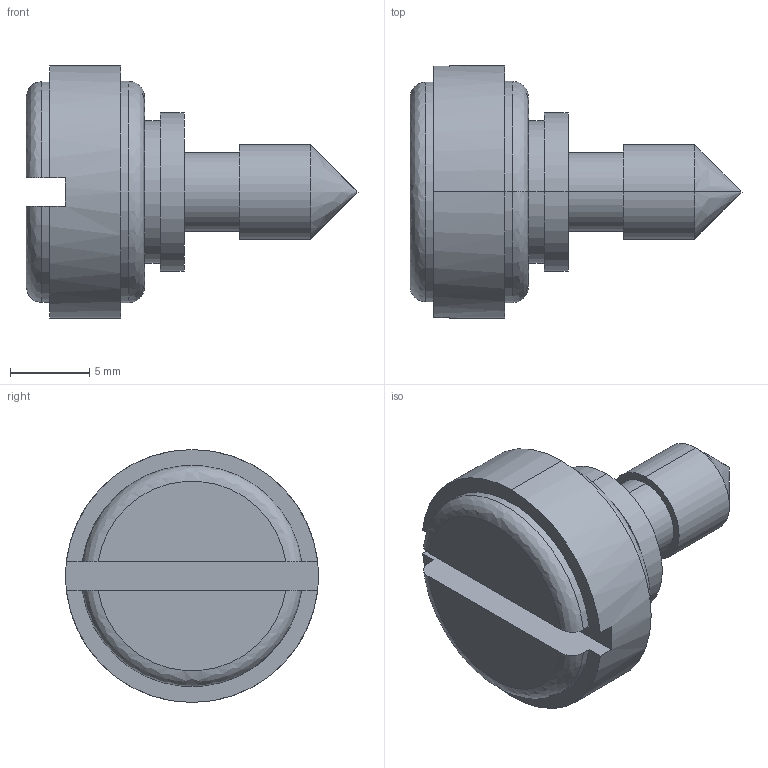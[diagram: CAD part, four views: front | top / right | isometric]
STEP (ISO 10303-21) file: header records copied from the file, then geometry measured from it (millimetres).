
FILE_DESCRIPTION( (''), '2;1');
FILE_NAME ('PC002.21952.TL_441_1_7301.stp','2025-08-18T19:40:40',(''),(''),'spGate 19.8.4 (****-****-****-****)','','');
FILE_SCHEMA (('AUTOMOTIVE_DESIGN'));
Length unit declared in the file: millimetre
Bounding box: 21 x 16 x 16 mm (x, y, z)
Volume: 1688.8 mm3; surface area: 1060.4 mm2
Topology: 1 solids, 1 shells, 32 faces, 74 edges, 47 vertices
Faces by surface type: cylinder 14, plane 12, bspline 6
Entity records: 1625 total; most frequent: CARTESIAN_POINT 319, ORIENTED_EDGE 144, DIRECTION 140, COLOUR_RGB 105, PRESENTATION_STYLE_ASSIGNMENT 105, STYLED_ITEM 105, EDGE_CURVE 72, DRAUGHTING_PRE_DEFINED_CURVE_FONT 72
